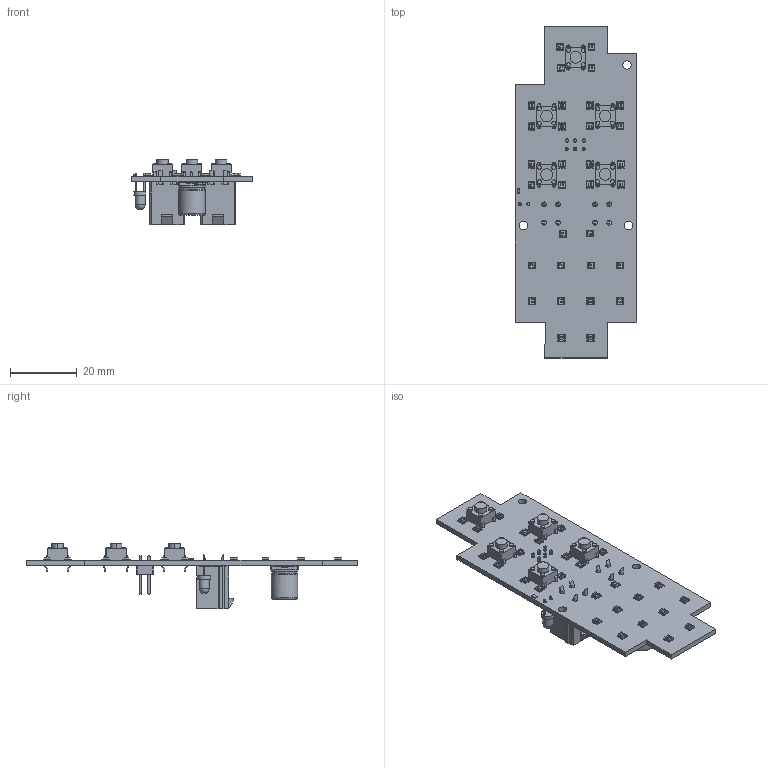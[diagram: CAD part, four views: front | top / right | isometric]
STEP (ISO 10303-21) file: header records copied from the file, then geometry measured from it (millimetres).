
FILE_DESCRIPTION(('KiCad electronic assembly'),'2;1');
FILE_NAME('jett_station_select.step','2021-09-18T11:49:43',('An Author') ,('A Company'),'Open CASCADE STEP processor 6.9', 'KiCad to STEP converter','Unknown');
FILE_SCHEMA(('AUTOMOTIVE_DESIGN { 1 0 10303 214 1 1 1 1 }'));
Length unit declared in the file: millimetre
Products named in the file (16): Open CASCADE STEP translator 6.9 1; B3F-102x; COMPOUND; R_0603_1608Metric; SOLID; PinHeader_2x03_P2.54mm_Vertical; 39281043; WS2812-2020; LED_D3.0mm; CP_Elec_8x10
Assembly tree (51 placements, depth 3):
  Open CASCADE STEP translator 6.9 1
    B3F-102x  x5
      COMPOUND
    R_0603_1608Metric
      SOLID
    PinHeader_2x03_P2.54mm_Vertical
      SOLID
    39281043  x2
      SOLID
    WS2812-2020  x32
      COMPOUND
    LED_D3.0mm
      SOLID
    CP_Elec_8x10
      SOLID
    COMPOUND
Bounding box: 36.3 x 99.11 x 19.5 mm (x, y, z)
Volume: 7845.3 mm3; surface area: 12415 mm2
Topology: 81 solids, 81 shells, 2885 faces, 7467 edges, 4955 vertices
Faces by surface type: plane 2372, cylinder 281, bspline 226, torus 4, sphere 1, revolution 1
Full cylindrical faces by diameter (mm): 0.9 x2, 1 x26, 1.4 x8, 2.5 x3, 3 x1, 8 x2
Entity records: 36884 total; most frequent: CARTESIAN_POINT 7095, DIRECTION 5214, LINE 3622, VECTOR 3622, ORIENTED_EDGE 2676, PCURVE 2676, DEFINITIONAL_REPRESENTATION 2676, EDGE_CURVE 1338
